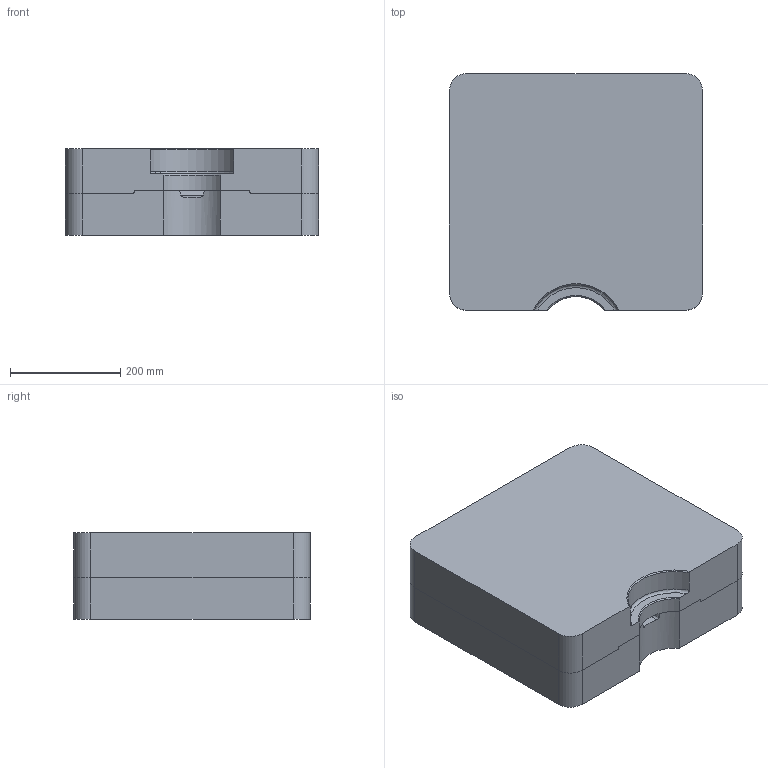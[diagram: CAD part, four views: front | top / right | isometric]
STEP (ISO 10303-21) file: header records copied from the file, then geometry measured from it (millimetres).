
FILE_DESCRIPTION((''),'2;1');
FILE_NAME('MFG0001_ASM','2018-11-12T',('Administrator'),(''),'CREO PARAMETRIC BY PTC INC, 2014190','CREO PARAMETRIC BY PTC INC, 2014190','');
FILE_SCHEMA(('CONFIG_CONTROL_DESIGN'));
Length unit declared in the file: millimetre
Products named in the file (3): GAI-HOU; GAI-QIAN; MFG0001_ASM
Assembly tree (2 placements, depth 2):
  MFG0001_ASM
    GAI-HOU
    GAI-QIAN
Bounding box: 460 x 430 x 157.4 mm (x, y, z)
Volume: 30172806.6 mm3; surface area: 1111483 mm2
Topology: 2 solids, 2 shells, 933 faces, 2322 edges, 1410 vertices
Faces by surface type: plane 309, cylinder 246, bspline 210, cone 96, torus 70, extrusion 2
Entity records: 40361 total; most frequent: CARTESIAN_POINT 19729, ORIENTED_EDGE 4644, DIRECTION 3818, EDGE_CURVE 2322, VERTEX_POINT 1410, AXIS2_PLACEMENT_3D 1367, VECTOR 1084, LINE 1082
